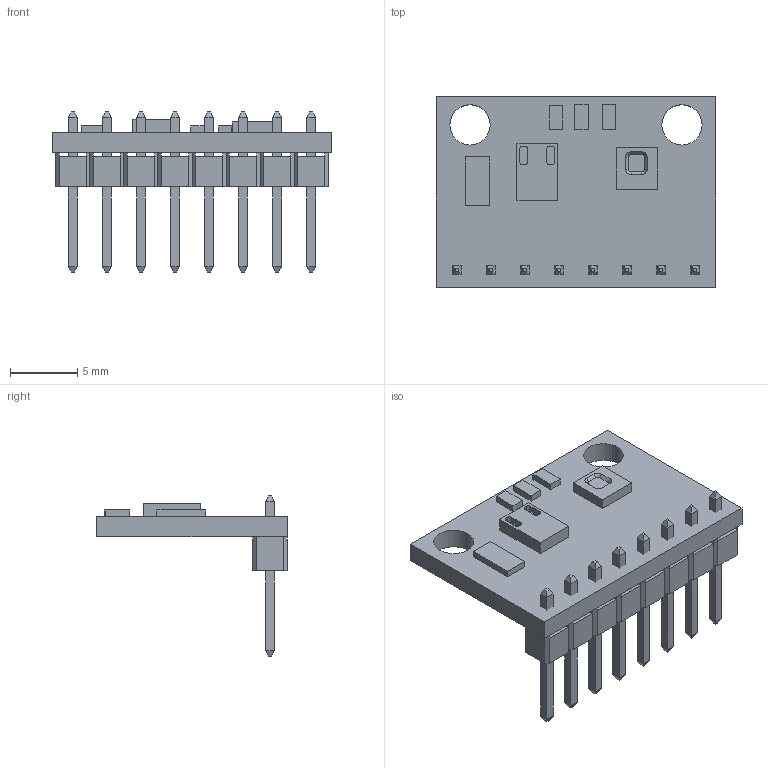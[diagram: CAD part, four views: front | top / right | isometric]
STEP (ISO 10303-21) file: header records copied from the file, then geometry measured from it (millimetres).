
FILE_DESCRIPTION(/* description */ (''),/* implementation_level */ '2;1');
FILE_NAME(/* name */ 'CCS811 v4.step',/* time_stamp */ '2021-07-17T20:48:06-03:00',/* author */ (''),/* organization */ (''),/* preprocessor_version */ 'ST-DEVELOPER v18.1',/* originating_system */ 'Autodesk Translation Framework v10.9.0.1377',/* authorisation */ '');
FILE_SCHEMA (('AUTOMOTIVE_DESIGN { 1 0 10303 214 3 1 1 }'));
Length unit declared in the file: millimetre
Products named in the file (3): CCS811; 8-Pin Header - Male - 2.54mm v1; 8-Pin Header - Male - 2.54mm
Assembly tree (2 placements, depth 3):
  CCS811
    8-Pin Header - Male - 2.54mm v1
      8-Pin Header - Male - 2.54mm
Bounding box: 20.8 x 14.2 x 11.94 mm (x, y, z)
Volume: 596.5 mm3; surface area: 1224.4 mm2
Topology: 8 solids, 8 shells, 307 faces, 712 edges, 440 vertices
Faces by surface type: plane 289, cylinder 14, cone 4
Full cylindrical faces by diameter (mm): 3 x2
Entity records: 8614 total; most frequent: CARTESIAN_POINT 1464, ORIENTED_EDGE 1424, DIRECTION 1368, EDGE_CURVE 712, LINE 680, VECTOR 680, VERTEX_POINT 440, AXIS2_PLACEMENT_3D 344
